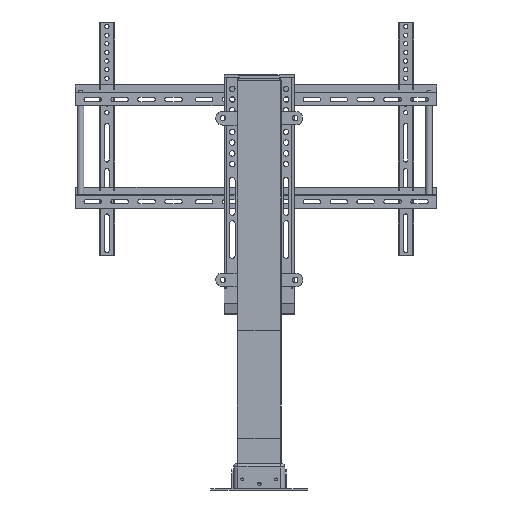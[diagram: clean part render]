
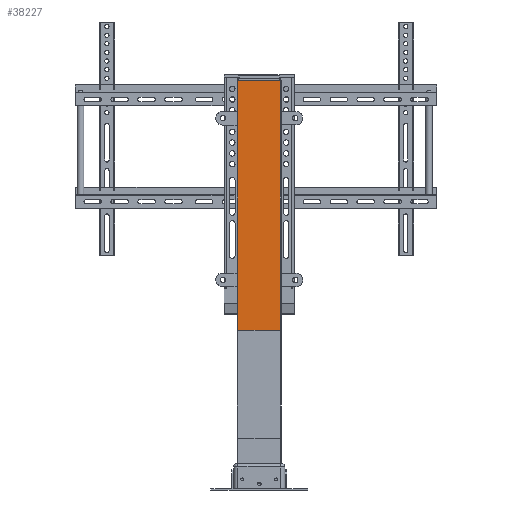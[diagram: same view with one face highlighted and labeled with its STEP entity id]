
A CAD part, left-side view. The second image highlights one B-rep face of the part: STEP entity #38227.
In plain terms, the highlighted planar face has unit normal (-1, 0, 0).
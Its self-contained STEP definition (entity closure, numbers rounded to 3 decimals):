
#36224 = PLANE('',#36225);
#36225 = AXIS2_PLACEMENT_3D('',#36226,#36227,#36228);
#36226 = CARTESIAN_POINT('',(-91.4,-234.,317.214));
#36227 = DIRECTION('',(0.,0.,-1.));
#36228 = DIRECTION('',(1.,0.,0.));
#37474 = VERTEX_POINT('',#37475);
#37475 = CARTESIAN_POINT('',(-91.4,-224.5,317.214));
#37490 = CYLINDRICAL_SURFACE('',#37491,1.);
#37491 = AXIS2_PLACEMENT_3D('',#37492,#37493,#37494);
#37492 = CARTESIAN_POINT('',(-90.4,-224.5,-196.306));
#37493 = DIRECTION('',(0.,0.,1.));
#37494 = DIRECTION('',(0.,-1.,0.));
#37502 = EDGE_CURVE('',#37474,#37503,#37505,.T.);
#37503 = VERTEX_POINT('',#37504);
#37504 = CARTESIAN_POINT('',(-91.4,-145.,317.214));
#37505 = SURFACE_CURVE('',#37506,(#37510,#37517),.PCURVE_S1.);
#37506 = LINE('',#37507,#37508);
#37507 = CARTESIAN_POINT('',(-91.4,-234.,317.214));
#37508 = VECTOR('',#37509,1.);
#37509 = DIRECTION('',(0.,1.,0.));
#37510 = PCURVE('',#36224,#37511);
#37511 = DEFINITIONAL_REPRESENTATION('',(#37512),#37516);
#37512 = LINE('',#37513,#37514);
#37513 = CARTESIAN_POINT('',(0.,0.));
#37514 = VECTOR('',#37515,1.);
#37515 = DIRECTION('',(0.,-1.));
#37516 = ( GEOMETRIC_REPRESENTATION_CONTEXT(2) 
PARAMETRIC_REPRESENTATION_CONTEXT() REPRESENTATION_CONTEXT('2D SPACE',''
  ) );
#37517 = PCURVE('',#37518,#37523);
#37518 = PLANE('',#37519);
#37519 = AXIS2_PLACEMENT_3D('',#37520,#37521,#37522);
#37520 = CARTESIAN_POINT('',(-91.4,-234.,-242.786));
#37521 = DIRECTION('',(1.,0.,0.));
#37522 = DIRECTION('',(0.,0.,1.));
#37523 = DEFINITIONAL_REPRESENTATION('',(#37524),#37528);
#37524 = LINE('',#37525,#37526);
#37525 = CARTESIAN_POINT('',(560.,0.));
#37526 = VECTOR('',#37527,1.);
#37527 = DIRECTION('',(0.,-1.));
#37528 = ( GEOMETRIC_REPRESENTATION_CONTEXT(2) 
PARAMETRIC_REPRESENTATION_CONTEXT() REPRESENTATION_CONTEXT('2D SPACE',''
  ) );
#37547 = CYLINDRICAL_SURFACE('',#37548,1.);
#37548 = AXIS2_PLACEMENT_3D('',#37549,#37550,#37551);
#37549 = CARTESIAN_POINT('',(-90.4,-145.,-196.306));
#37550 = DIRECTION('',(0.,0.,1.));
#37551 = DIRECTION('',(-1.,0.,0.));
#38122 = EDGE_CURVE('',#38123,#37474,#38125,.T.);
#38123 = VERTEX_POINT('',#38124);
#38124 = CARTESIAN_POINT('',(-91.4,-224.5,-147.));
#38125 = SURFACE_CURVE('',#38126,(#38130,#38137),.PCURVE_S1.);
#38126 = LINE('',#38127,#38128);
#38127 = CARTESIAN_POINT('',(-91.4,-224.5,-196.306));
#38128 = VECTOR('',#38129,1.);
#38129 = DIRECTION('',(0.,0.,1.));
#38130 = PCURVE('',#37490,#38131);
#38131 = DEFINITIONAL_REPRESENTATION('',(#38132),#38136);
#38132 = LINE('',#38133,#38134);
#38133 = CARTESIAN_POINT('',(4.712,0.));
#38134 = VECTOR('',#38135,1.);
#38135 = DIRECTION('',(0.,1.));
#38136 = ( GEOMETRIC_REPRESENTATION_CONTEXT(2) 
PARAMETRIC_REPRESENTATION_CONTEXT() REPRESENTATION_CONTEXT('2D SPACE',''
  ) );
#38137 = PCURVE('',#37518,#38138);
#38138 = DEFINITIONAL_REPRESENTATION('',(#38139),#38143);
#38139 = LINE('',#38140,#38141);
#38140 = CARTESIAN_POINT('',(46.48,-9.5));
#38141 = VECTOR('',#38142,1.);
#38142 = DIRECTION('',(1.,0.));
#38143 = ( GEOMETRIC_REPRESENTATION_CONTEXT(2) 
PARAMETRIC_REPRESENTATION_CONTEXT() REPRESENTATION_CONTEXT('2D SPACE',''
  ) );
#38227 = ADVANCED_FACE('',(#38228),#37518,.F.);
#38228 = FACE_BOUND('',#38229,.F.);
#38229 = EDGE_LOOP('',(#38230,#38231,#38232,#38260));
#38230 = ORIENTED_EDGE('',*,*,#37502,.F.);
#38231 = ORIENTED_EDGE('',*,*,#38122,.F.);
#38232 = ORIENTED_EDGE('',*,*,#38233,.F.);
#38233 = EDGE_CURVE('',#38234,#38123,#38236,.T.);
#38234 = VERTEX_POINT('',#38235);
#38235 = CARTESIAN_POINT('',(-91.4,-145.,-147.));
#38236 = SURFACE_CURVE('',#38237,(#38241,#38248),.PCURVE_S1.);
#38237 = LINE('',#38238,#38239);
#38238 = CARTESIAN_POINT('',(-91.4,-517.,-147.));
#38239 = VECTOR('',#38240,1.);
#38240 = DIRECTION('',(0.,-1.,0.));
#38241 = PCURVE('',#37518,#38242);
#38242 = DEFINITIONAL_REPRESENTATION('',(#38243),#38247);
#38243 = LINE('',#38244,#38245);
#38244 = CARTESIAN_POINT('',(95.786,283.));
#38245 = VECTOR('',#38246,1.);
#38246 = DIRECTION('',(0.,1.));
#38247 = ( GEOMETRIC_REPRESENTATION_CONTEXT(2) 
PARAMETRIC_REPRESENTATION_CONTEXT() REPRESENTATION_CONTEXT('2D SPACE',''
  ) );
#38248 = PCURVE('',#38249,#38254);
#38249 = PLANE('',#38250);
#38250 = AXIS2_PLACEMENT_3D('',#38251,#38252,#38253);
#38251 = CARTESIAN_POINT('',(-91.4,-145.,-147.));
#38252 = DIRECTION('',(-1.,0.,0.));
#38253 = DIRECTION('',(0.,-1.,0.));
#38254 = DEFINITIONAL_REPRESENTATION('',(#38255),#38259);
#38255 = LINE('',#38256,#38257);
#38256 = CARTESIAN_POINT('',(372.,0.));
#38257 = VECTOR('',#38258,1.);
#38258 = DIRECTION('',(1.,0.));
#38259 = ( GEOMETRIC_REPRESENTATION_CONTEXT(2) 
PARAMETRIC_REPRESENTATION_CONTEXT() REPRESENTATION_CONTEXT('2D SPACE',''
  ) );
#38260 = ORIENTED_EDGE('',*,*,#38261,.T.);
#38261 = EDGE_CURVE('',#38234,#37503,#38262,.T.);
#38262 = SURFACE_CURVE('',#38263,(#38267,#38274),.PCURVE_S1.);
#38263 = LINE('',#38264,#38265);
#38264 = CARTESIAN_POINT('',(-91.4,-145.,-196.306));
#38265 = VECTOR('',#38266,1.);
#38266 = DIRECTION('',(0.,0.,1.));
#38267 = PCURVE('',#37518,#38268);
#38268 = DEFINITIONAL_REPRESENTATION('',(#38269),#38273);
#38269 = LINE('',#38270,#38271);
#38270 = CARTESIAN_POINT('',(46.48,-89.));
#38271 = VECTOR('',#38272,1.);
#38272 = DIRECTION('',(1.,0.));
#38273 = ( GEOMETRIC_REPRESENTATION_CONTEXT(2) 
PARAMETRIC_REPRESENTATION_CONTEXT() REPRESENTATION_CONTEXT('2D SPACE',''
  ) );
#38274 = PCURVE('',#37547,#38275);
#38275 = DEFINITIONAL_REPRESENTATION('',(#38276),#38280);
#38276 = LINE('',#38277,#38278);
#38277 = CARTESIAN_POINT('',(6.283,0.));
#38278 = VECTOR('',#38279,1.);
#38279 = DIRECTION('',(0.,1.));
#38280 = ( GEOMETRIC_REPRESENTATION_CONTEXT(2) 
PARAMETRIC_REPRESENTATION_CONTEXT() REPRESENTATION_CONTEXT('2D SPACE',''
  ) );
